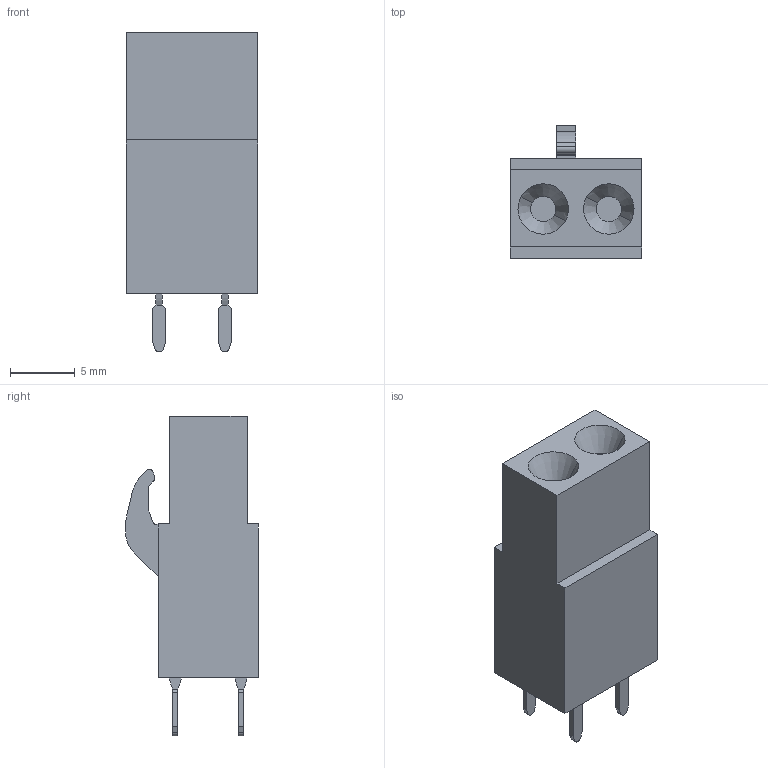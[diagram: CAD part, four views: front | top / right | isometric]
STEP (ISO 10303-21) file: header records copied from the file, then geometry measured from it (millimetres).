
FILE_DESCRIPTION(('CATIA V5 STEP Exchange','CAx-IF Rec.Pracs.--- Model Styling and Organization---1.4--- 2014-01-23'),'2;1');
FILE_NAME ('D1491115_0', '2021-06-23T06:52:56+00:00', ('none'), ('Weidmueller'), 'CATIA Version 5-6 Release 2016 SP3 HF44', 'CATIA V5 STEP AP214', 'none');
FILE_SCHEMA(('AUTOMOTIVE_DESIGN { 1 0 10303 214 1 1 1 1 }'));
Length unit declared in the file: millimetre
Products named in the file (1): 1646250000
Bounding box: 10.16 x 10.28 x 24.75 mm (x, y, z)
Volume: 1444 mm3; surface area: 979.9 mm2
Topology: 5 solids, 5 shells, 118 faces, 287 edges, 186 vertices
Faces by surface type: plane 95, cylinder 19, cone 4
Entity records: 3567 total; most frequent: CARTESIAN_POINT 700, ORIENTED_EDGE 574, DIRECTION 493, EDGE_CURVE 287, VECTOR 241, LINE 241, VERTEX_POINT 186, AXIS2_PLACEMENT_3D 143
